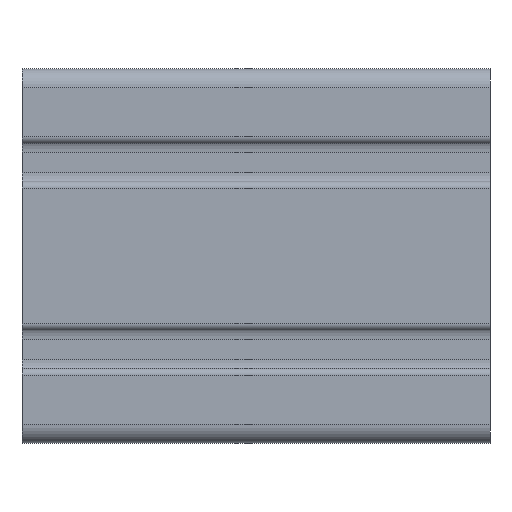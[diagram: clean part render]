
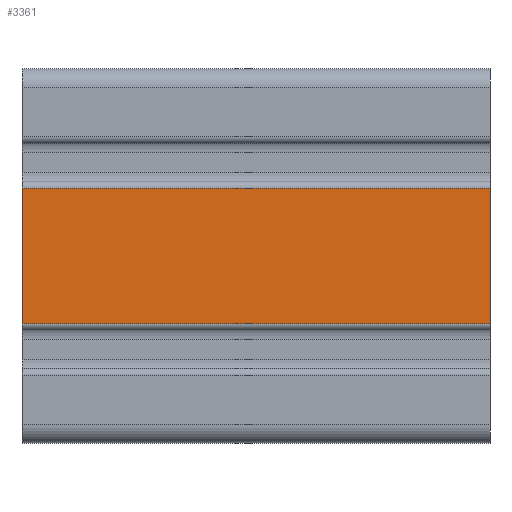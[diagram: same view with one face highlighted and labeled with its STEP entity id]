
A CAD part, left-side view. The second image highlights one B-rep face of the part: STEP entity #3361.
In plain terms, the highlighted planar face has unit normal (-1, 0, 0).
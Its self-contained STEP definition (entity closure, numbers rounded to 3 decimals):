
#57=PLANE('',#3706);
#179=FACE_OUTER_BOUND('',#358,.T.);
#358=EDGE_LOOP('',(#2637,#2638,#2639,#2640));
#578=LINE('',#5329,#894);
#633=LINE('',#5553,#949);
#647=LINE('',#5596,#963);
#653=LINE('',#5609,#969);
#894=VECTOR('',#4249,1.);
#949=VECTOR('',#4442,1.);
#963=VECTOR('',#4492,1.);
#969=VECTOR('',#4508,1.);
#1439=VERTEX_POINT('',#5325);
#1440=VERTEX_POINT('',#5327);
#1540=VERTEX_POINT('',#5551);
#1550=VERTEX_POINT('',#5593);
#1830=EDGE_CURVE('',#1439,#1440,#578,.T.);
#1949=EDGE_CURVE('',#1440,#1540,#633,.T.);
#1970=EDGE_CURVE('',#1540,#1550,#647,.T.);
#1977=EDGE_CURVE('',#1550,#1439,#653,.T.);
#2637=ORIENTED_EDGE('',*,*,#1830,.T.);
#2638=ORIENTED_EDGE('',*,*,#1949,.T.);
#2639=ORIENTED_EDGE('',*,*,#1970,.T.);
#2640=ORIENTED_EDGE('',*,*,#1977,.T.);
#3361=ADVANCED_FACE('',(#179),#57,.T.);
#3706=AXIS2_PLACEMENT_3D('',#5608,#4506,#4507);
#4249=DIRECTION('',(0.,1.,0.));
#4442=DIRECTION('',(0.,0.,-1.));
#4492=DIRECTION('',(0.,-1.,0.));
#4506=DIRECTION('center_axis',(-1.,0.,0.));
#4507=DIRECTION('ref_axis',(0.,0.,-1.));
#4508=DIRECTION('',(0.,0.,1.));
#5325=CARTESIAN_POINT('',(-40.,-500.,14.5));
#5327=CARTESIAN_POINT('',(-40.,-400.,14.5));
#5329=CARTESIAN_POINT('',(-40.,0.,14.5));
#5551=CARTESIAN_POINT('',(-40.,-400.,-14.5));
#5553=CARTESIAN_POINT('',(-40.,-400.,36.));
#5593=CARTESIAN_POINT('',(-40.,-500.,-14.5));
#5596=CARTESIAN_POINT('',(-40.,500.,-14.5));
#5608=CARTESIAN_POINT('Origin',(-40.,500.,0.));
#5609=CARTESIAN_POINT('',(-40.,-500.,36.));
